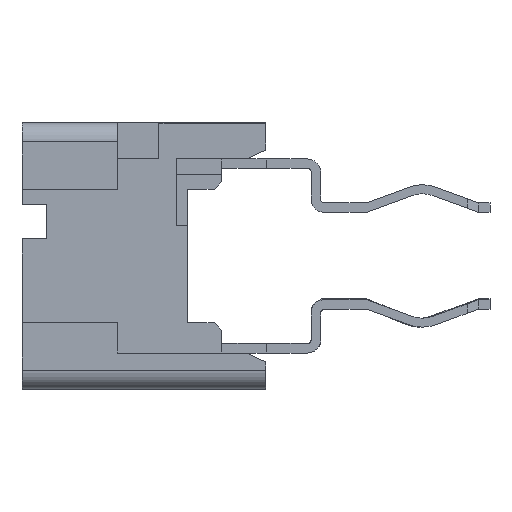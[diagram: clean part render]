
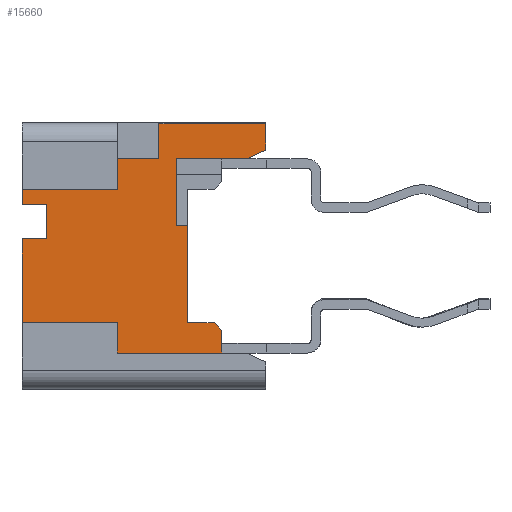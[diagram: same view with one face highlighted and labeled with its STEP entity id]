
A CAD part, left-side view. The second image highlights one B-rep face of the part: STEP entity #15660.
In plain terms, the highlighted planar face has unit normal (-1, 0, 0).
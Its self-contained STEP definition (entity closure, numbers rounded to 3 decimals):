
#27=DIRECTION('',(0.,0.,-1.));
#28=VECTOR('',#27,0.694);
#29=CARTESIAN_POINT('',(-9.795,0.,3.477));
#30=LINE('',#29,#28);
#89=DIRECTION('',(0.,1.,0.));
#90=VECTOR('',#89,0.7);
#91=CARTESIAN_POINT('',(-9.795,1.35,-1.75));
#92=LINE('',#91,#90);
#209=DIRECTION('',(0.,0.,1.));
#210=VECTOR('',#209,0.927);
#211=CARTESIAN_POINT('',(-9.795,2.8,2.55));
#212=LINE('',#211,#210);
#213=DIRECTION('',(0.,-1.,0.));
#214=VECTOR('',#213,2.8);
#215=CARTESIAN_POINT('',(-9.795,2.8,3.477));
#216=LINE('',#215,#214);
#217=DIRECTION('',(0.,0.,-1.));
#218=VECTOR('',#217,1.75);
#219=CARTESIAN_POINT('',(-9.795,2.35,2.55));
#220=LINE('',#219,#218);
#221=DIRECTION('',(0.,1.,0.));
#222=VECTOR('',#221,0.3);
#223=CARTESIAN_POINT('',(-9.795,2.05,0.8));
#224=LINE('',#223,#222);
#225=DIRECTION('',(0.,0.,-1.));
#226=VECTOR('',#225,2.55);
#227=CARTESIAN_POINT('',(-9.795,2.05,0.8));
#228=LINE('',#227,#226);
#229=DIRECTION('',(0.,-1.,0.));
#230=VECTOR('',#229,2.75);
#231=CARTESIAN_POINT('',(-9.795,3.9,-2.55));
#232=LINE('',#231,#230);
#233=DIRECTION('',(0.,0.,-1.));
#234=VECTOR('',#233,0.8);
#235=CARTESIAN_POINT('',(-9.795,3.9,-1.75));
#236=LINE('',#235,#234);
#237=DIRECTION('',(0.,1.,0.));
#238=VECTOR('',#237,2.5);
#239=CARTESIAN_POINT('',(-9.795,3.9,-1.75));
#240=LINE('',#239,#238);
#241=DIRECTION('',(0.,-1.,0.));
#242=VECTOR('',#241,0.65);
#243=CARTESIAN_POINT('',(-9.795,6.4,0.45));
#244=LINE('',#243,#242);
#245=DIRECTION('',(0.,0.,-1.));
#246=VECTOR('',#245,0.9);
#247=CARTESIAN_POINT('',(-9.795,5.75,1.35));
#248=LINE('',#247,#246);
#249=DIRECTION('',(0.,-1.,0.));
#250=VECTOR('',#249,0.65);
#251=CARTESIAN_POINT('',(-9.795,6.4,1.35));
#252=LINE('',#251,#250);
#253=DIRECTION('',(0.,-1.,0.));
#254=VECTOR('',#253,1.1);
#255=CARTESIAN_POINT('',(-9.795,3.9,2.55));
#256=LINE('',#255,#254);
#296=DIRECTION('',(0.,0.,-1.));
#297=VECTOR('',#296,0.8);
#298=CARTESIAN_POINT('',(-9.795,3.9,2.55));
#299=LINE('',#298,#297);
#568=DIRECTION('',(0.,0.,-1.));
#569=VECTOR('',#568,0.6);
#570=CARTESIAN_POINT('',(-9.795,1.15,-1.95));
#571=LINE('',#570,#569);
#740=DIRECTION('',(0.,-0.707,-0.707));
#741=VECTOR('',#740,0.283);
#742=CARTESIAN_POINT('',(-9.795,1.35,-1.75));
#743=LINE('',#742,#741);
#2303=DIRECTION('',(0.,1.,0.));
#2304=VECTOR('',#2303,2.5);
#2305=CARTESIAN_POINT('',(-9.795,3.9,1.75));
#2306=LINE('',#2305,#2304);
#2475=DIRECTION('',(0.,1.,0.));
#2476=VECTOR('',#2475,1.85);
#2477=CARTESIAN_POINT('',(-9.795,0.5,2.55));
#2478=LINE('',#2477,#2476);
#3361=DIRECTION('',(0.,0.906,-0.423));
#3362=VECTOR('',#3361,0.552);
#3363=CARTESIAN_POINT('',(-9.795,0.,2.783));
#3364=LINE('',#3363,#3362);
#3413=DIRECTION('',(0.,0.,1.));
#3414=VECTOR('',#3413,2.2);
#3415=CARTESIAN_POINT('',(-9.795,6.4,-1.75));
#3416=LINE('',#3415,#3414);
#3505=DIRECTION('',(0.,0.,1.));
#3506=VECTOR('',#3505,0.4);
#3507=CARTESIAN_POINT('',(-9.795,6.4,1.35));
#3508=LINE('',#3507,#3506);
#11711=CARTESIAN_POINT('',(-9.795,6.4,-1.75));
#11712=VERTEX_POINT('',#11711);
#11713=CARTESIAN_POINT('',(-9.795,6.4,1.75));
#11715=VERTEX_POINT('',#11713);
#11735=CARTESIAN_POINT('',(-9.795,6.4,0.45));
#11737=VERTEX_POINT('',#11735);
#11739=CARTESIAN_POINT('',(-9.795,6.4,1.35));
#11740=CARTESIAN_POINT('',(-9.795,5.75,1.35));
#11741=VERTEX_POINT('',#11739);
#11742=VERTEX_POINT('',#11740);
#11743=CARTESIAN_POINT('',(-9.795,5.75,0.45));
#11744=VERTEX_POINT('',#11743);
#11857=CARTESIAN_POINT('',(-9.795,3.9,-1.75));
#11858=VERTEX_POINT('',#11857);
#11859=CARTESIAN_POINT('',(-9.795,3.9,-2.55));
#11860=VERTEX_POINT('',#11859);
#11993=CARTESIAN_POINT('',(-9.795,2.05,0.8));
#11994=CARTESIAN_POINT('',(-9.795,2.05,-1.75));
#11995=VERTEX_POINT('',#11993);
#11996=VERTEX_POINT('',#11994);
#12255=CARTESIAN_POINT('',(-9.795,0.,3.477));
#12256=CARTESIAN_POINT('',(-9.795,0.,2.783));
#12257=VERTEX_POINT('',#12255);
#12258=VERTEX_POINT('',#12256);
#12287=CARTESIAN_POINT('',(-9.795,2.35,0.8));
#12288=VERTEX_POINT('',#12287);
#12295=CARTESIAN_POINT('',(-9.795,1.35,-1.75));
#12296=VERTEX_POINT('',#12295);
#12297=CARTESIAN_POINT('',(-9.795,1.15,-1.95));
#12298=VERTEX_POINT('',#12297);
#12299=CARTESIAN_POINT('',(-9.795,1.15,-2.55));
#12300=VERTEX_POINT('',#12299);
#12389=CARTESIAN_POINT('',(-9.795,3.9,2.55));
#12390=VERTEX_POINT('',#12389);
#12391=CARTESIAN_POINT('',(-9.795,2.8,2.55));
#12392=VERTEX_POINT('',#12391);
#12394=CARTESIAN_POINT('',(-9.795,3.9,1.75));
#12396=VERTEX_POINT('',#12394);
#12397=CARTESIAN_POINT('',(-9.795,0.5,2.55));
#12398=VERTEX_POINT('',#12397);
#12399=CARTESIAN_POINT('',(-9.795,2.35,2.55));
#12400=VERTEX_POINT('',#12399);
#12401=CARTESIAN_POINT('',(-9.795,2.8,3.477));
#12402=VERTEX_POINT('',#12401);
#15613=CARTESIAN_POINT('',(-9.795,0.,-1.75));
#15614=DIRECTION('',(-1.,0.,0.));
#15615=DIRECTION('',(0.,0.,1.));
#15616=AXIS2_PLACEMENT_3D('',#15613,#15614,#15615);
#15617=PLANE('',#15616);
#15619=ORIENTED_EDGE('',*,*,#15618,.T.);
#15621=ORIENTED_EDGE('',*,*,#15620,.T.);
#15622=ORIENTED_EDGE('',*,*,#15404,.T.);
#15624=ORIENTED_EDGE('',*,*,#15623,.T.);
#15626=ORIENTED_EDGE('',*,*,#15625,.T.);
#15628=ORIENTED_EDGE('',*,*,#15627,.T.);
#15630=ORIENTED_EDGE('',*,*,#15629,.F.);
#15632=ORIENTED_EDGE('',*,*,#15631,.T.);
#15633=ORIENTED_EDGE('',*,*,#15494,.F.);
#15635=ORIENTED_EDGE('',*,*,#15634,.T.);
#15637=ORIENTED_EDGE('',*,*,#15636,.T.);
#15639=ORIENTED_EDGE('',*,*,#15638,.F.);
#15640=ORIENTED_EDGE('',*,*,#15448,.F.);
#15641=ORIENTED_EDGE('',*,*,#15460,.T.);
#15643=ORIENTED_EDGE('',*,*,#15642,.T.);
#15645=ORIENTED_EDGE('',*,*,#15644,.T.);
#15647=ORIENTED_EDGE('',*,*,#15646,.F.);
#15649=ORIENTED_EDGE('',*,*,#15648,.F.);
#15651=ORIENTED_EDGE('',*,*,#15650,.T.);
#15653=ORIENTED_EDGE('',*,*,#15652,.F.);
#15655=ORIENTED_EDGE('',*,*,#15654,.F.);
#15657=ORIENTED_EDGE('',*,*,#15656,.T.);
#15658=EDGE_LOOP('',(#15619,#15621,#15622,#15624,#15626,#15628,#15630,#15632,
#15633,#15635,#15637,#15639,#15640,#15641,#15643,#15645,#15647,#15649,#15651,
#15653,#15655,#15657));
#15659=FACE_OUTER_BOUND('',#15658,.F.);
#15660=ADVANCED_FACE('',(#15659),#15617,.T.);
#15404=EDGE_CURVE('',#12257,#12258,#30,.T.);
#15448=EDGE_CURVE('',#11858,#11860,#236,.T.);
#15460=EDGE_CURVE('',#11858,#11712,#240,.T.);
#15494=EDGE_CURVE('',#12296,#11996,#92,.T.);
#15618=EDGE_CURVE('',#12392,#12402,#212,.T.);
#15620=EDGE_CURVE('',#12402,#12257,#216,.T.);
#15623=EDGE_CURVE('',#12258,#12398,#3364,.T.);
#15625=EDGE_CURVE('',#12398,#12400,#2478,.T.);
#15627=EDGE_CURVE('',#12400,#12288,#220,.T.);
#15629=EDGE_CURVE('',#11995,#12288,#224,.T.);
#15631=EDGE_CURVE('',#11995,#11996,#228,.T.);
#15634=EDGE_CURVE('',#12296,#12298,#743,.T.);
#15636=EDGE_CURVE('',#12298,#12300,#571,.T.);
#15638=EDGE_CURVE('',#11860,#12300,#232,.T.);
#15642=EDGE_CURVE('',#11712,#11737,#3416,.T.);
#15644=EDGE_CURVE('',#11737,#11744,#244,.T.);
#15646=EDGE_CURVE('',#11742,#11744,#248,.T.);
#15648=EDGE_CURVE('',#11741,#11742,#252,.T.);
#15650=EDGE_CURVE('',#11741,#11715,#3508,.T.);
#15652=EDGE_CURVE('',#12396,#11715,#2306,.T.);
#15654=EDGE_CURVE('',#12390,#12396,#299,.T.);
#15656=EDGE_CURVE('',#12390,#12392,#256,.T.);
